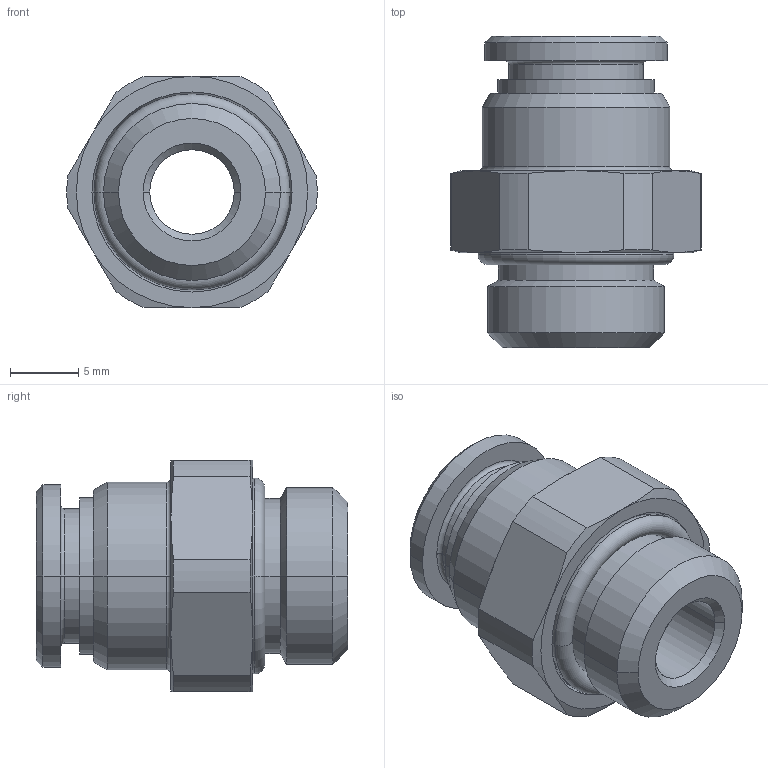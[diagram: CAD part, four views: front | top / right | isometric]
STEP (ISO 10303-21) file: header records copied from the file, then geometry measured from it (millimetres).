
FILE_DESCRIPTION((''),'2;1');
FILE_NAME('mxm.12.08.14',(''),('sopra-pneumatic'),'PRO/ENGINEER BY PARAMETRIC TECHNOLOGY CORPORATION, 2015110','PRO/ENGINEER BY PARAMETRIC TECHNOLOGY CORPORATION, 2015110','');
FILE_SCHEMA(('CONFIG_CONTROL_DESIGN'));
Length unit declared in the file: millimetre
Products named in the file (1): 380067B_951X4-8FF-1-4
Bounding box: 18.38 x 22.9 x 17 mm (x, y, z)
Volume: 2533.3 mm3; surface area: 2444 mm2
Topology: 2 solids, 2 shells, 84 faces, 178 edges, 104 vertices
Faces by surface type: cone 32, cylinder 24, plane 16, torus 12
Entity records: 2318 total; most frequent: CARTESIAN_POINT 434, DIRECTION 426, ORIENTED_EDGE 356, AXIS2_PLACEMENT_3D 188, EDGE_CURVE 178, VERTEX_POINT 104, CIRCLE 104, EDGE_LOOP 94
